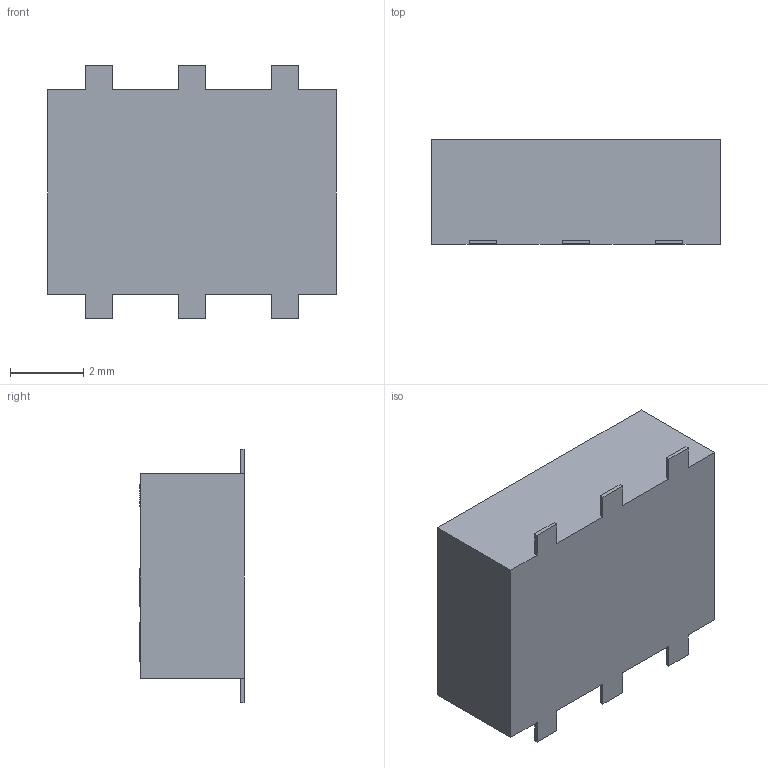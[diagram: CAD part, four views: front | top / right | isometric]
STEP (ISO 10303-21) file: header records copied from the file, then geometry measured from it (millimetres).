
FILE_DESCRIPTION (( 'STEP AP214' ), '1' );
FILE_NAME ('User Library-adtl-1-12.STEP', '2020-04-07T06:35:24', ( '' ), ( '' ), 'SwSTEP 2.0', 'SolidWorks 2019', '' );
FILE_SCHEMA (( 'AUTOMOTIVE_DESIGN' ));
Length unit declared in the file: millimetre
Products named in the file (1): User Library-adtl-1-12
Bounding box: 7.87 x 2.85 x 6.91 mm (x, y, z)
Volume: 125.3 mm3; surface area: 171.9 mm2
Topology: 1 solids, 1 shells, 190 faces, 507 edges, 338 vertices
Faces by surface type: plane 131, bspline 57, cylinder 2
Entity records: 11377 total; most frequent: CARTESIAN_POINT 4893, ORIENTED_EDGE 1014, DIRECTION 665, EDGE_CURVE 507, LINE 389, VECTOR 389, VERTEX_POINT 338, EDGE_LOOP 209
